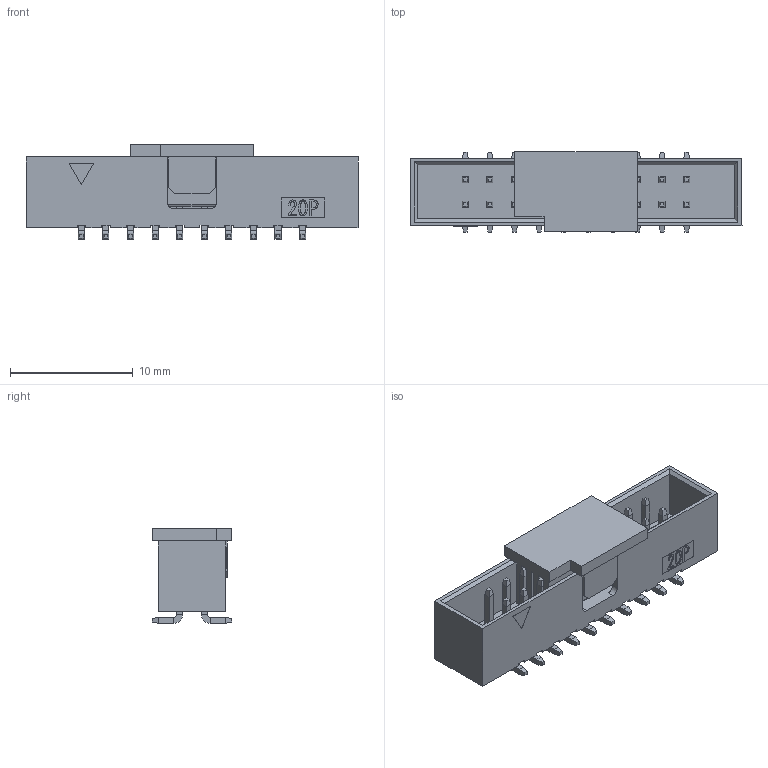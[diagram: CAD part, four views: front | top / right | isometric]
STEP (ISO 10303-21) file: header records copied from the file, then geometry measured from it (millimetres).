
FILE_DESCRIPTION( ('This file contains a STEP AP42 implementation' ,'as created by ZW3D STEP Interface translator.') ,'2;1' );
FILE_NAME( '3111-XXMXXBK00X1.stp' ,'2312 5.102357', (''), ('ZWCAD Software Co.'), 'Version 1.0', 'ZW3D to STEP translator', '' );
FILE_SCHEMA(('AUTOMOTIVE_DESIGN { 1 0 10303 214 1 1 1 1 }'));
Length unit declared in the file: millimetre
Products named in the file (1): 0
Bounding box: 27 x 6.5 x 7.7 mm (x, y, z)
Volume: 543.3 mm3; surface area: 1685.9 mm2
Topology: 2 solids, 2 shells, 795 faces, 1805 edges, 1042 vertices
Faces by surface type: plane 701, cylinder 58, bspline 36
Entity records: 22392 total; most frequent: CARTESIAN_POINT 4699, ORIENTED_EDGE 3610, DIRECTION 3125, EDGE_CURVE 1805, VECTOR 1373, LINE 1373, VERTEX_POINT 1042, AXIS2_PLACEMENT_3D 876
